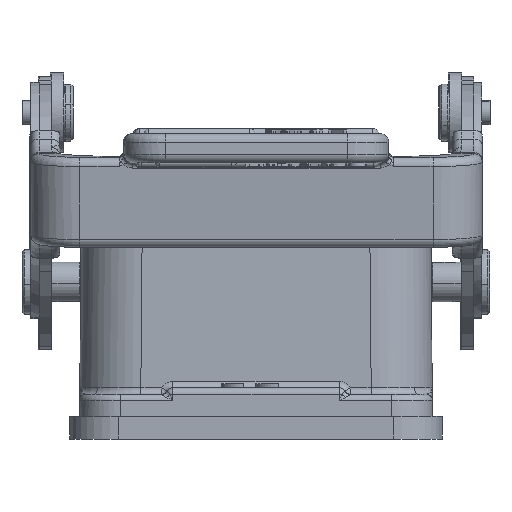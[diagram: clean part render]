
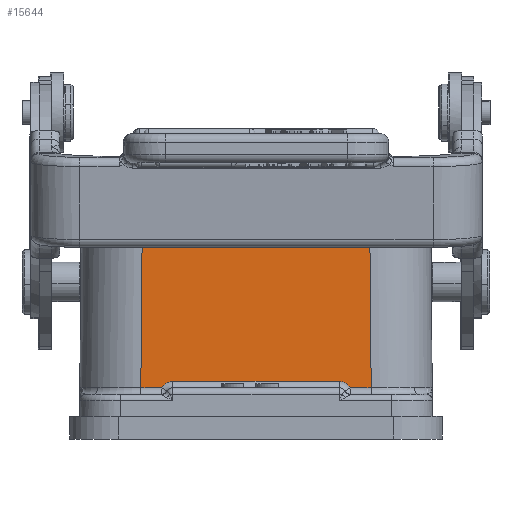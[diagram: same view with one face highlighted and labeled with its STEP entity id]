
A CAD part, left-side view. The second image highlights one B-rep face of the part: STEP entity #15644.
In plain terms, the highlighted planar face has unit normal (-1, 0, 0.009).
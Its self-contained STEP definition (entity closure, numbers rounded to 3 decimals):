
#11862=LINE('',#58341,#13926);
#11864=LINE('',#58369,#13928);
#11872=LINE('',#58426,#13936);
#11878=LINE('',#58677,#13942);
#11879=LINE('',#58679,#13943);
#11880=LINE('',#58681,#13944);
#13926=VECTOR('',#44734,1.);
#13928=VECTOR('',#44742,1.);
#13936=VECTOR('',#44772,1.);
#13942=VECTOR('',#44810,1.);
#13943=VECTOR('',#44813,1.);
#13944=VECTOR('',#44814,1.);
#15644=ADVANCED_FACE('',(#17920),#16580,.F.);
#16580=PLANE('',#38591);
#17920=FACE_OUTER_BOUND('',#19621,.T.);
#19621=EDGE_LOOP('',(#26430,#26431,#26432,#26433,#26434,#26435,#26436,#26437));
#26430=ORIENTED_EDGE('',*,*,#34473,.F.);
#26431=ORIENTED_EDGE('',*,*,#34471,.F.);
#26432=ORIENTED_EDGE('',*,*,#34469,.F.);
#26433=ORIENTED_EDGE('',*,*,#34453,.T.);
#26434=ORIENTED_EDGE('',*,*,#34448,.F.);
#26435=ORIENTED_EDGE('',*,*,#34496,.F.);
#26436=ORIENTED_EDGE('',*,*,#34497,.F.);
#26437=ORIENTED_EDGE('',*,*,#34495,.F.);
#30100=VERTEX_POINT('',#55444);
#30612=VERTEX_POINT('',#58331);
#30614=VERTEX_POINT('',#58340);
#30616=VERTEX_POINT('',#58366);
#30627=VERTEX_POINT('',#58420);
#30628=VERTEX_POINT('',#58427);
#30629=VERTEX_POINT('',#58437);
#30636=VERTEX_POINT('',#58680);
#34448=EDGE_CURVE('',#30614,#30612,#11862,.T.);
#34453=EDGE_CURVE('',#30616,#30612,#11864,.T.);
#34469=EDGE_CURVE('',#30616,#30627,#36225,.T.);
#34471=EDGE_CURVE('',#30627,#30628,#11872,.T.);
#34473=EDGE_CURVE('',#30628,#30629,#36228,.T.);
#34495=EDGE_CURVE('',#30629,#30100,#11878,.T.);
#34496=EDGE_CURVE('',#30636,#30614,#11879,.T.);
#34497=EDGE_CURVE('',#30100,#30636,#11880,.T.);
#36225=B_SPLINE_CURVE_WITH_KNOTS('',3,(#58416,#58417,#58418,#58419),
 .UNSPECIFIED.,.F.,.F.,(4,4),(0.,1.),.UNSPECIFIED.);
#36228=B_SPLINE_CURVE_WITH_KNOTS('',3,(#58433,#58434,#58435,#58436),
 .UNSPECIFIED.,.F.,.F.,(4,4),(0.,1.),.UNSPECIFIED.);
#38591=AXIS2_PLACEMENT_3D('',#58682,#44815,#44816);
#44734=DIRECTION('',(-0.009,-0.009,-1.));
#44742=DIRECTION('',(0.,-1.,0.));
#44772=DIRECTION('',(0.,1.,0.));
#44810=DIRECTION('',(0.,1.,0.));
#44813=DIRECTION('',(0.,-1.,0.));
#44814=DIRECTION('',(0.009,-0.009,1.));
#44815=DIRECTION('',(1.,0.,-0.009));
#44816=DIRECTION('',(0.009,0.,1.));
#55444=CARTESIAN_POINT('',(10.85,37.05,-22.875));
#58331=CARTESIAN_POINT('',(10.85,8.75,-22.875));
#58340=CARTESIAN_POINT('',(11.,8.9,-5.668));
#58341=CARTESIAN_POINT('',(11.,8.9,-5.668));
#58366=CARTESIAN_POINT('',(10.85,11.314,-22.875));
#58369=CARTESIAN_POINT('',(10.85,11.314,-22.875));
#58416=CARTESIAN_POINT('',(10.85,11.314,-22.875));
#58417=CARTESIAN_POINT('',(10.854,11.594,-22.392));
#58418=CARTESIAN_POINT('',(10.857,12.141,-22.075));
#58419=CARTESIAN_POINT('',(10.857,12.7,-22.075));
#58420=CARTESIAN_POINT('',(10.857,12.7,-22.075));
#58426=CARTESIAN_POINT('',(10.857,12.7,-22.075));
#58427=CARTESIAN_POINT('',(10.857,33.1,-22.075));
#58433=CARTESIAN_POINT('',(10.857,33.1,-22.075));
#58434=CARTESIAN_POINT('',(10.857,33.659,-22.075));
#58435=CARTESIAN_POINT('',(10.854,34.206,-22.392));
#58436=CARTESIAN_POINT('',(10.85,34.486,-22.875));
#58437=CARTESIAN_POINT('',(10.85,34.486,-22.875));
#58677=CARTESIAN_POINT('',(10.85,34.486,-22.875));
#58679=CARTESIAN_POINT('',(11.,36.9,-5.668));
#58680=CARTESIAN_POINT('',(11.,36.9,-5.668));
#58681=CARTESIAN_POINT('',(10.85,37.05,-22.875));
#58682=CARTESIAN_POINT('',(10.925,22.9,-14.272));
